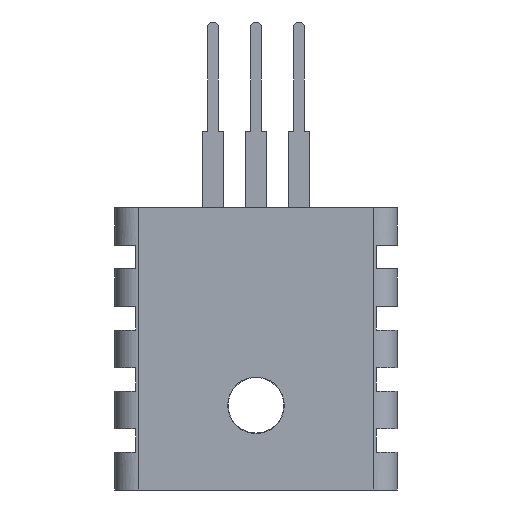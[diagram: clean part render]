
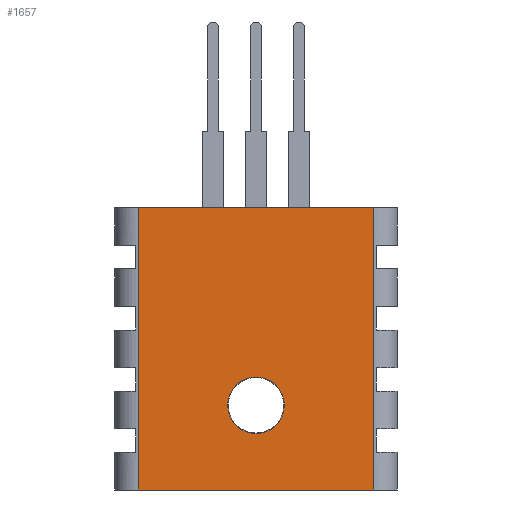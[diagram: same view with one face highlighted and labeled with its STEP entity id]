
A CAD part, front view. The second image highlights one B-rep face of the part: STEP entity #1657.
In plain terms, the highlighted planar face has unit normal (0, -1, 0).
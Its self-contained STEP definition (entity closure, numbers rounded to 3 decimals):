
#179 = CARTESIAN_POINT ( 'NONE',  ( 0., 0., 0. ) ) ;
#922 = EDGE_CURVE ( 'NONE', #15854, #28881, #32716, .T. ) ;
#1482 = VECTOR ( 'NONE', #22077, 1000. ) ;
#1657 = ADVANCED_FACE ( 'NONE', ( #5371, #22512 ), #11944, .T. ) ;
#2320 = VECTOR ( 'NONE', #5965, 1000. ) ;
#2512 = DIRECTION ( 'NONE',  ( 0., 1., 0. ) ) ;
#2921 = CARTESIAN_POINT ( 'NONE',  ( 17.475, 0., 0. ) ) ;
#3145 = VERTEX_POINT ( 'NONE', #26932 ) ;
#3310 = CARTESIAN_POINT ( 'NONE',  ( 1.575, 0., -19.05 ) ) ;
#5371 = FACE_OUTER_BOUND ( 'NONE', #16804, .T. ) ;
#5965 = DIRECTION ( 'NONE',  ( 0., 0., -1. ) ) ;
#6267 = VERTEX_POINT ( 'NONE', #6704 ) ;
#6333 = CARTESIAN_POINT ( 'NONE',  ( 1.575, 0., 0. ) ) ;
#6704 = CARTESIAN_POINT ( 'NONE',  ( 11.43, 0., -13.335 ) ) ;
#7170 = CARTESIAN_POINT ( 'NONE',  ( 9.525, 0., -13.335 ) ) ;
#7814 = EDGE_CURVE ( 'NONE', #20353, #6267, #13412, .T. ) ;
#8168 = LINE ( 'NONE', #29143, #27458 ) ;
#8325 = EDGE_CURVE ( 'NONE', #9972, #15854, #8168, .T. ) ;
#9972 = VERTEX_POINT ( 'NONE', #3310 ) ;
#10015 = ORIENTED_EDGE ( 'NONE', *, *, #922, .T. ) ;
#11944 = PLANE ( 'NONE',  #16867 ) ;
#13412 = CIRCLE ( 'NONE', #28212, 1.905 ) ;
#14772 = CARTESIAN_POINT ( 'NONE',  ( 0., 0., 0. ) ) ;
#15233 = CARTESIAN_POINT ( 'NONE',  ( 17.475, 0., -19.05 ) ) ;
#15388 = EDGE_CURVE ( 'NONE', #28881, #3145, #21589, .T. ) ;
#15538 = DIRECTION ( 'NONE',  ( 1., 0., 0. ) ) ;
#15854 = VERTEX_POINT ( 'NONE', #15233 ) ;
#16167 = AXIS2_PLACEMENT_3D ( 'NONE', #7170, #31678, #17952 ) ;
#16451 = LINE ( 'NONE', #6333, #2320 ) ;
#16804 = EDGE_LOOP ( 'NONE', ( #30872, #21560, #34879, #10015 ) ) ;
#16833 = ORIENTED_EDGE ( 'NONE', *, *, #7814, .T. ) ;
#16867 = AXIS2_PLACEMENT_3D ( 'NONE', #14772, #17514, #34034 ) ;
#17007 = EDGE_CURVE ( 'NONE', #6267, #20353, #23162, .T. ) ;
#17514 = DIRECTION ( 'NONE',  ( 0., -1., 0. ) ) ;
#17952 = DIRECTION ( 'NONE',  ( -1., 0., 0. ) ) ;
#18194 = VECTOR ( 'NONE', #22063, 1000. ) ;
#20353 = VERTEX_POINT ( 'NONE', #23593 ) ;
#21535 = EDGE_LOOP ( 'NONE', ( #16833, #22884 ) ) ;
#21560 = ORIENTED_EDGE ( 'NONE', *, *, #29592, .T. ) ;
#21589 = LINE ( 'NONE', #179, #1482 ) ;
#22063 = DIRECTION ( 'NONE',  ( 0., 0., 1. ) ) ;
#22077 = DIRECTION ( 'NONE',  ( -1., 0., 0. ) ) ;
#22512 = FACE_BOUND ( 'NONE', #21535, .T. ) ;
#22884 = ORIENTED_EDGE ( 'NONE', *, *, #17007, .T. ) ;
#23162 = CIRCLE ( 'NONE', #16167, 1.905 ) ;
#23593 = CARTESIAN_POINT ( 'NONE',  ( 7.62, 0., -13.335 ) ) ;
#24986 = CARTESIAN_POINT ( 'NONE',  ( 17.475, 0., 0. ) ) ;
#26841 = DIRECTION ( 'NONE',  ( -1., 0., 0. ) ) ;
#26932 = CARTESIAN_POINT ( 'NONE',  ( 1.575, 0., 0. ) ) ;
#27458 = VECTOR ( 'NONE', #15538, 1000. ) ;
#28212 = AXIS2_PLACEMENT_3D ( 'NONE', #29532, #2512, #26841 ) ;
#28881 = VERTEX_POINT ( 'NONE', #24986 ) ;
#29143 = CARTESIAN_POINT ( 'NONE',  ( 0., 0., -19.05 ) ) ;
#29532 = CARTESIAN_POINT ( 'NONE',  ( 9.525, 0., -13.335 ) ) ;
#29592 = EDGE_CURVE ( 'NONE', #3145, #9972, #16451, .T. ) ;
#30872 = ORIENTED_EDGE ( 'NONE', *, *, #15388, .T. ) ;
#31678 = DIRECTION ( 'NONE',  ( 0., 1., 0. ) ) ;
#32716 = LINE ( 'NONE', #2921, #18194 ) ;
#34034 = DIRECTION ( 'NONE',  ( 0., 0., -1. ) ) ;
#34879 = ORIENTED_EDGE ( 'NONE', *, *, #8325, .T. ) ;
